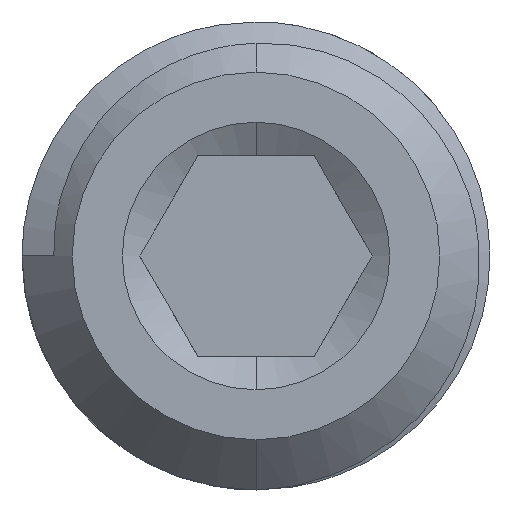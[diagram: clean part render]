
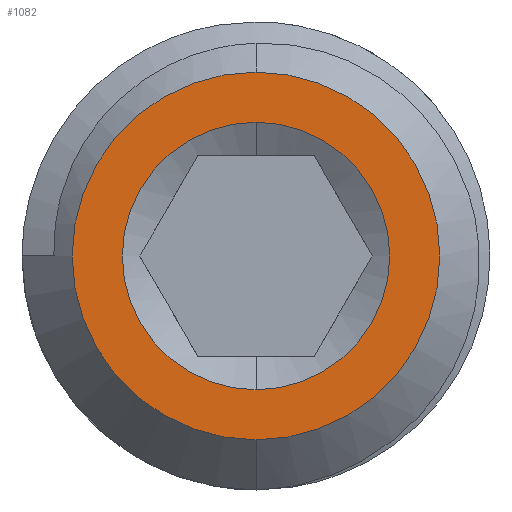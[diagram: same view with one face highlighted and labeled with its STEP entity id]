
A CAD part, front view. The second image highlights one B-rep face of the part: STEP entity #1082.
In plain terms, the highlighted planar face has unit normal (0, -1, 0).
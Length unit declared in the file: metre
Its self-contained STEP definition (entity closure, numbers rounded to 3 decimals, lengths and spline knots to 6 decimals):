
#19 = DIRECTION ( 'NONE',  ( 1., 0., 0. ) ) ;
#168 = DIRECTION ( 'NONE',  ( 0., 1., 0. ) ) ;
#267 = CARTESIAN_POINT ( 'NONE',  ( 0., 0., -0.004 ) ) ;
#272 = CIRCLE ( 'NONE', #1486, 0.004 ) ;
#300 = EDGE_CURVE ( 'NONE', #1299, #1321, #1214, .T. ) ;
#319 = CARTESIAN_POINT ( 'NONE',  ( 0., 0., 0. ) ) ;
#393 = AXIS2_PLACEMENT_3D ( 'NONE', #2501, #168, #2723 ) ;
#538 = CARTESIAN_POINT ( 'NONE',  ( 0.007, 0., 0. ) ) ;
#743 = EDGE_CURVE ( 'NONE', #1878, #3246, #272, .T. ) ;
#803 = DIRECTION ( 'NONE',  ( 0., 0., 1. ) ) ;
#817 = DIRECTION ( 'NONE',  ( 0., 0., 1. ) ) ;
#1026 = PLANE ( 'NONE',  #2777 ) ;
#1082 = ADVANCED_FACE ( 'NONE', ( #1305, #3370 ), #1026, .F. ) ;
#1194 = ORIENTED_EDGE ( 'NONE', *, *, #300, .T. ) ;
#1214 = CIRCLE ( 'NONE', #1651, 0.0055 ) ;
#1299 = VERTEX_POINT ( 'NONE', #1471 ) ;
#1305 = FACE_BOUND ( 'NONE', #1467, .T. ) ;
#1321 = VERTEX_POINT ( 'NONE', #1487 ) ;
#1352 = EDGE_LOOP ( 'NONE', ( #1194, #1736 ) ) ;
#1361 = CARTESIAN_POINT ( 'NONE',  ( 0., 0., 0.004 ) ) ;
#1376 = DIRECTION ( 'NONE',  ( 0., 1., 0. ) ) ;
#1467 = EDGE_LOOP ( 'NONE', ( #3281, #2897 ) ) ;
#1471 = CARTESIAN_POINT ( 'NONE',  ( 0., 0., 0.0055 ) ) ;
#1486 = AXIS2_PLACEMENT_3D ( 'NONE', #319, #1376, #817 ) ;
#1487 = CARTESIAN_POINT ( 'NONE',  ( 0., 0., -0.0055 ) ) ;
#1651 = AXIS2_PLACEMENT_3D ( 'NONE', #1883, #2921, #2164 ) ;
#1736 = ORIENTED_EDGE ( 'NONE', *, *, #1885, .T. ) ;
#1815 = DIRECTION ( 'NONE',  ( 0., -1., 0. ) ) ;
#1878 = VERTEX_POINT ( 'NONE', #1361 ) ;
#1883 = CARTESIAN_POINT ( 'NONE',  ( 0., 0., 0. ) ) ;
#1885 = EDGE_CURVE ( 'NONE', #1321, #1299, #2960, .T. ) ;
#2146 = CIRCLE ( 'NONE', #393, 0.004 ) ;
#2164 = DIRECTION ( 'NONE',  ( 0., 0., 1. ) ) ;
#2357 = CARTESIAN_POINT ( 'NONE',  ( 0., 0., 0. ) ) ;
#2473 = EDGE_CURVE ( 'NONE', #3246, #1878, #2146, .T. ) ;
#2501 = CARTESIAN_POINT ( 'NONE',  ( 0., 0., 0. ) ) ;
#2723 = DIRECTION ( 'NONE',  ( 0., 0., 1. ) ) ;
#2777 = AXIS2_PLACEMENT_3D ( 'NONE', #538, #3158, #19 ) ;
#2805 = AXIS2_PLACEMENT_3D ( 'NONE', #2357, #1815, #803 ) ;
#2897 = ORIENTED_EDGE ( 'NONE', *, *, #743, .T. ) ;
#2921 = DIRECTION ( 'NONE',  ( 0., -1., 0. ) ) ;
#2960 = CIRCLE ( 'NONE', #2805, 0.0055 ) ;
#3158 = DIRECTION ( 'NONE',  ( 0., 1., 0. ) ) ;
#3246 = VERTEX_POINT ( 'NONE', #267 ) ;
#3281 = ORIENTED_EDGE ( 'NONE', *, *, #2473, .T. ) ;
#3370 = FACE_OUTER_BOUND ( 'NONE', #1352, .T. ) ;
